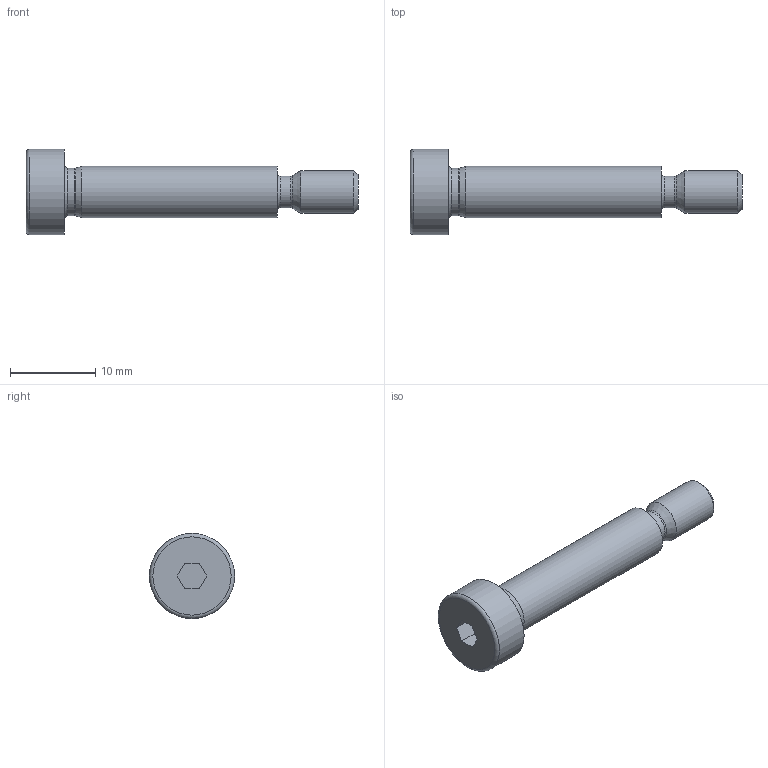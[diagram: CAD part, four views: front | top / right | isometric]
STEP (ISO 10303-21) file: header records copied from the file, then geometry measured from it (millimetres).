
FILE_DESCRIPTION(/* description */ ('STEP AP214'),/* implementation_level */ '2;1');
FILE_NAME(/* name */ 'Shoulder screw ISO 7379-6-M5-25',/* time_stamp */ '2023-12-18T13:56:25+01:00',/* author */ ('License CC BY-ND 4.0'),/* organization */ ('CADENAS'),/* preprocessor_version */ 'ST-DEVELOPER v19.3',/* originating_system */ 'PARTsolutions',/* authorisation */ ' ');
FILE_SCHEMA (('AUTOMOTIVE_DESIGN {1 0 10303 214 3 1 1}'));
Length unit declared in the file: millimetre
Products named in the file (1): Shoulder screw ISO 7379-6-M5-25
Bounding box: 39 x 10 x 10 mm (x, y, z)
Volume: 1200.2 mm3; surface area: 932.7 mm2
Topology: 1 solids, 1 shells, 24 faces, 47 edges, 28 vertices
Faces by surface type: plane 11, torus 5, cylinder 5, cone 3
Full cylindrical faces by diameter (mm): 3.7 x1, 5 x1, 5.6 x1, 6 x1, 10 x1
Entity records: 572 total; most frequent: DIRECTION 100, CARTESIAN_POINT 87, ORIENTED_EDGE 68, AXIS2_PLACEMENT_3D 41, EDGE_LOOP 40, FACE_BOUND 40, EDGE_CURVE 34, VERTEX_POINT 28
